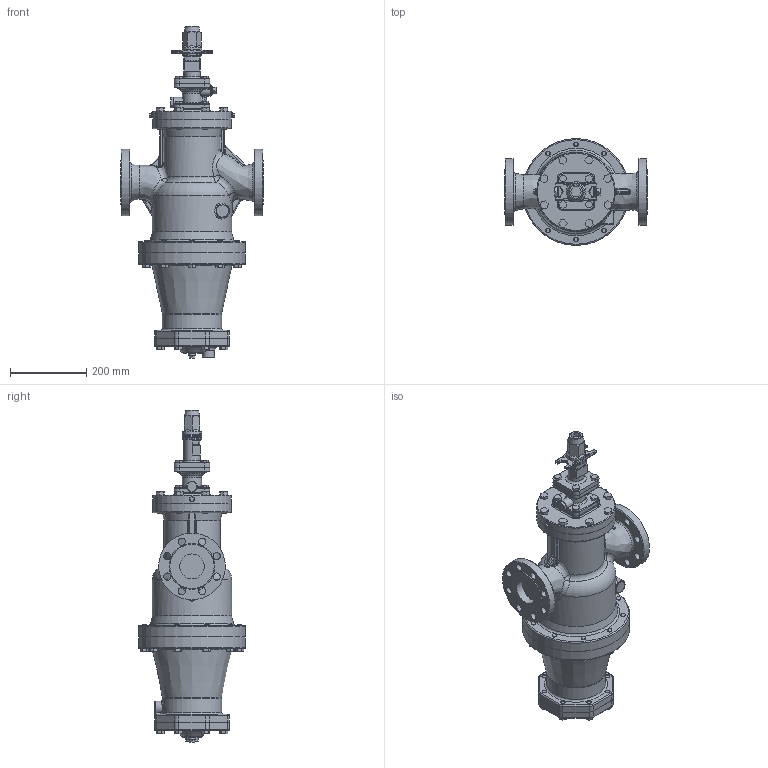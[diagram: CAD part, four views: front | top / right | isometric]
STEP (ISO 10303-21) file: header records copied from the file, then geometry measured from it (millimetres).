
FILE_DESCRIPTION(/* description */ (''),/* implementation_level */ '2;1');
FILE_NAME(/* name */ 'cos16-065-jis20-00.stp',/* time_stamp */ '2017-10-03T16:46:40+09:00',/* author */ ('nakaot'),/* organization */ (''),/* preprocessor_version */ 'ST-DEVELOPER v15.6',/* originating_system */ 'Autodesk Inventor 2015',/* authorisation */ '');
FILE_SCHEMA (('CONFIG_CONTROL_DESIGN'));
Length unit declared in the file: millimetre
Products named in the file (1): cos16-065-jis20-00
Bounding box: 374 x 280 x 870.4 mm (x, y, z)
Volume: 21473898.9 mm3; surface area: 1152974.4 mm2
Topology: 6 solids, 6 shells, 1023 faces, 2425 edges, 1527 vertices
Faces by surface type: plane 496, cylinder 293, bspline 116, torus 66, sphere 30, cone 22
Full cylindrical faces by diameter (mm): 8.376 x4, 10 x4, 10.106 x26, 12 x30, 14 x26, 17.475 x1, 19 x16, 27 x1, 30 x1, 32 x1, 42 x1, 44.924 x1, 48.648 x1, 51 x1, 52 x1, 65 x2, 94.101 x1, 111.052 x1, 155 x1, 175 x2, 193.783 x1, 206 x2, 208 x1, 280 x2
Entity records: 34189 total; most frequent: CARTESIAN_POINT 12013, DIRECTION 4449, ORIENTED_EDGE 4330, EDGE_CURVE 2165, AXIS2_PLACEMENT_3D 1666, VERTEX_POINT 1439, EDGE_LOOP 1390, LINE 1117
